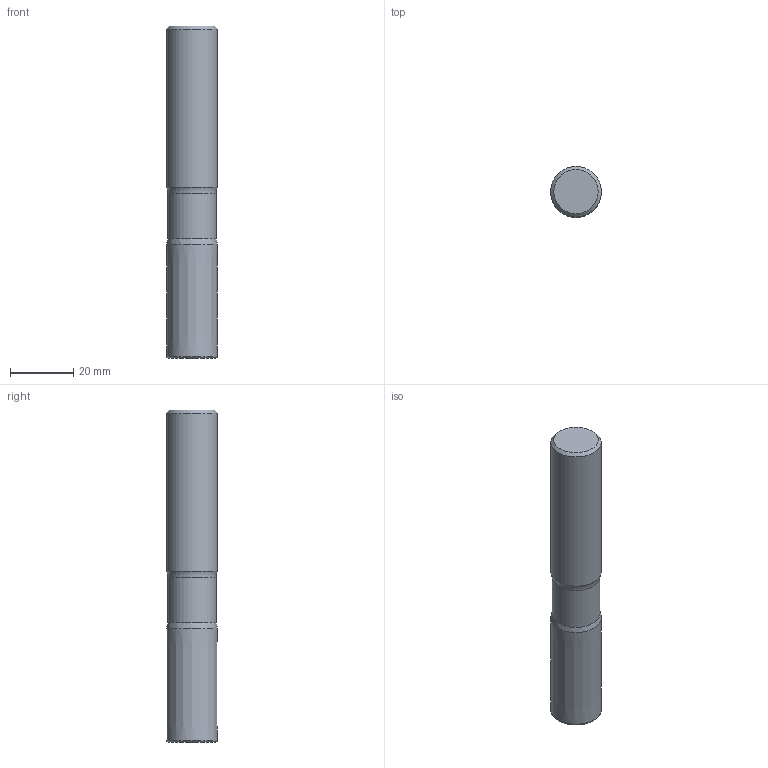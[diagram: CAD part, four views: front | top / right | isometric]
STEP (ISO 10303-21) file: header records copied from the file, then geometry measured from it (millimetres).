
FILE_DESCRIPTION(/* description */ (''),/* implementation_level */ '2;1');
FILE_NAME(/* name */ 'S4651-160E2R050.0Z5AC_Basic.stp',/* time_stamp */ '2024-05-10T08:44:26+05:00',/* author */ (''),/* organization */ (''),/* preprocessor_version */ 'ST-DEVELOPER v18.102',/* originating_system */ 'SIEMENS PLM Software NX2206.8101',/* authorisation */ '');
FILE_SCHEMA (('AUTOMOTIVE_DESIGN { 1 0 10303 214 3 1 1 1 }'));
Length unit declared in the file: millimetre
Products named in the file (1): inpu2ED47807948l
Bounding box: 16 x 16 x 105 mm (x, y, z)
Volume: 20764.5 mm3; surface area: 6005.5 mm2
Topology: 2 solids, 2 shells, 13 faces, 20 edges, 13 vertices
Faces by surface type: plane 5, cylinder 3, cone 2, torus 2, bspline 1
Full cylindrical faces by diameter (mm): 1.6 x1, 15.2 x1, 16 x1
Entity records: 380 total; most frequent: CARTESIAN_POINT 100, DIRECTION 54, AXIS2_PLACEMENT_3D 27, EDGE_LOOP 22, ORIENTED_EDGE 22, FACE_BOUND 18, ADVANCED_FACE 13, VERTEX_POINT 11
